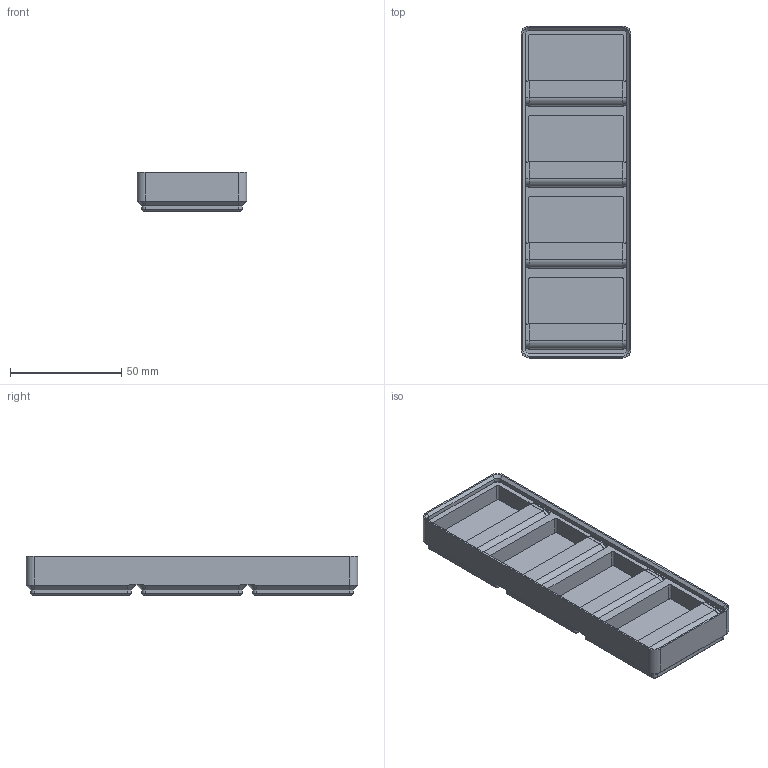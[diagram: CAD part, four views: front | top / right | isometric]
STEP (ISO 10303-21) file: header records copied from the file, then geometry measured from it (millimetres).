
FILE_DESCRIPTION(/* description */ (''),/* implementation_level */ '2;1');
FILE_NAME(/* name */ '4mm Driver Bit Holder.step',/* time_stamp */ '2025-05-09T01:18:23-04:00',/* author */ (''),/* organization */ (''),/* preprocessor_version */ 'ST-DEVELOPER v20.1',/* originating_system */ 'Autodesk Translation Framework v14.4.0.0',/* authorisation */ '');
FILE_SCHEMA (('AUTOMOTIVE_DESIGN { 1 0 10303 214 3 1 1 }'));
Length unit declared in the file: millimetre
Products named in the file (3): 4mm Driver Bit Holder; Gridfinity bin 3x1x2; Bit Clip
Assembly tree (5 placements, depth 2):
  4mm Driver Bit Holder
    Gridfinity bin 3x1x2
    Bit Clip  x4
Bounding box: 49.5 x 149.5 x 17.8 mm (x, y, z)
Volume: 66711.4 mm3; surface area: 37660.3 mm2
Topology: 5 solids, 5 shells, 293 faces, 658 edges, 412 vertices
Faces by surface type: plane 189, cylinder 72, cone 32
Full cylindrical faces by diameter (mm): 4.619 x24
Entity records: 6009 total; most frequent: DIRECTION 1040, CARTESIAN_POINT 1033, ORIENTED_EDGE 992, EDGE_CURVE 496, LINE 370, VECTOR 370, AXIS2_PLACEMENT_3D 335, VERTEX_POINT 304
